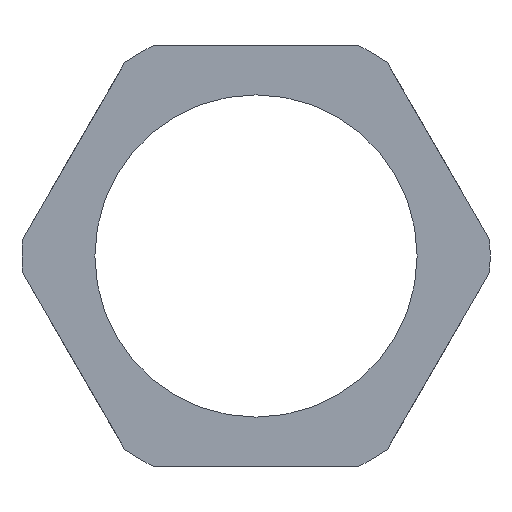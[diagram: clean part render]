
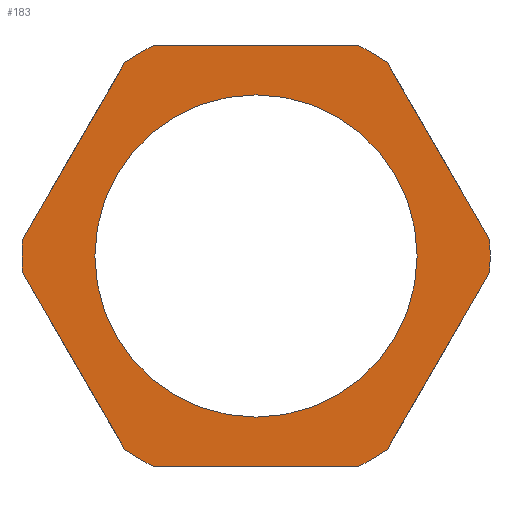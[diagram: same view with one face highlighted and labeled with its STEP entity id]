
A CAD part, left-side view. The second image highlights one B-rep face of the part: STEP entity #183.
In plain terms, the highlighted planar face has unit normal (-1, 0, 0).
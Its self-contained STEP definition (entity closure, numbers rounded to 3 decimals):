
#146=LINE('',#608,#164);
#147=LINE('',#612,#165);
#148=LINE('',#616,#166);
#149=LINE('',#620,#167);
#150=LINE('',#624,#168);
#151=LINE('',#628,#169);
#164=VECTOR('',#507,1.);
#165=VECTOR('',#510,1.);
#166=VECTOR('',#513,1.);
#167=VECTOR('',#516,1.);
#168=VECTOR('',#519,1.);
#169=VECTOR('',#522,1.);
#183=ADVANCED_FACE('',(#213,#214),#204,.T.);
#204=PLANE('',#459);
#213=FACE_BOUND('',#219,.T.);
#214=FACE_BOUND('',#220,.T.);
#219=EDGE_LOOP('',(#248));
#220=EDGE_LOOP('',(#249,#250,#251,#252,#253,#254,#255,#256,#257,#258,#259,
#260));
#248=ORIENTED_EDGE('',*,*,#380,.F.);
#249=ORIENTED_EDGE('',*,*,#381,.F.);
#250=ORIENTED_EDGE('',*,*,#382,.T.);
#251=ORIENTED_EDGE('',*,*,#383,.F.);
#252=ORIENTED_EDGE('',*,*,#384,.T.);
#253=ORIENTED_EDGE('',*,*,#385,.F.);
#254=ORIENTED_EDGE('',*,*,#386,.T.);
#255=ORIENTED_EDGE('',*,*,#387,.F.);
#256=ORIENTED_EDGE('',*,*,#388,.T.);
#257=ORIENTED_EDGE('',*,*,#389,.F.);
#258=ORIENTED_EDGE('',*,*,#390,.T.);
#259=ORIENTED_EDGE('',*,*,#391,.F.);
#260=ORIENTED_EDGE('',*,*,#392,.T.);
#348=VERTEX_POINT('',#604);
#349=VERTEX_POINT('',#606);
#350=VERTEX_POINT('',#607);
#351=VERTEX_POINT('',#609);
#352=VERTEX_POINT('',#611);
#353=VERTEX_POINT('',#613);
#354=VERTEX_POINT('',#615);
#355=VERTEX_POINT('',#617);
#356=VERTEX_POINT('',#619);
#357=VERTEX_POINT('',#621);
#358=VERTEX_POINT('',#623);
#359=VERTEX_POINT('',#625);
#360=VERTEX_POINT('',#627);
#380=EDGE_CURVE('',#348,#348,#430,.T.);
#381=EDGE_CURVE('',#349,#350,#431,.T.);
#382=EDGE_CURVE('',#349,#351,#146,.T.);
#383=EDGE_CURVE('',#352,#351,#432,.T.);
#384=EDGE_CURVE('',#352,#353,#147,.T.);
#385=EDGE_CURVE('',#354,#353,#433,.T.);
#386=EDGE_CURVE('',#354,#355,#148,.T.);
#387=EDGE_CURVE('',#356,#355,#434,.T.);
#388=EDGE_CURVE('',#356,#357,#149,.T.);
#389=EDGE_CURVE('',#358,#357,#435,.T.);
#390=EDGE_CURVE('',#358,#359,#150,.T.);
#391=EDGE_CURVE('',#360,#359,#436,.T.);
#392=EDGE_CURVE('',#360,#350,#151,.T.);
#430=CIRCLE('',#452,9.188);
#431=CIRCLE('',#453,13.35);
#432=CIRCLE('',#454,13.35);
#433=CIRCLE('',#455,13.35);
#434=CIRCLE('',#456,13.35);
#435=CIRCLE('',#457,13.35);
#436=CIRCLE('',#458,13.35);
#452=AXIS2_PLACEMENT_3D('',#603,#503,#504);
#453=AXIS2_PLACEMENT_3D('',#605,#505,#506);
#454=AXIS2_PLACEMENT_3D('',#610,#508,#509);
#455=AXIS2_PLACEMENT_3D('',#614,#511,#512);
#456=AXIS2_PLACEMENT_3D('',#618,#514,#515);
#457=AXIS2_PLACEMENT_3D('',#622,#517,#518);
#458=AXIS2_PLACEMENT_3D('',#626,#520,#521);
#459=AXIS2_PLACEMENT_3D('',#629,#523,#524);
#503=DIRECTION('',(-1.,0.,0.));
#504=DIRECTION('',(0.,0.,1.));
#505=DIRECTION('',(1.,0.,0.));
#506=DIRECTION('',(0.,0.,-1.));
#507=DIRECTION('',(0.,-0.5,-0.866));
#508=DIRECTION('',(1.,0.,0.));
#509=DIRECTION('',(0.,0.,-1.));
#510=DIRECTION('',(0.,-1.,0.));
#511=DIRECTION('',(1.,0.,0.));
#512=DIRECTION('',(0.,0.,-1.));
#513=DIRECTION('',(0.,-0.5,0.866));
#514=DIRECTION('',(1.,0.,0.));
#515=DIRECTION('',(0.,0.,-1.));
#516=DIRECTION('',(0.,0.5,0.866));
#517=DIRECTION('',(1.,0.,0.));
#518=DIRECTION('',(0.,0.,-1.));
#519=DIRECTION('',(0.,1.,0.));
#520=DIRECTION('',(1.,0.,0.));
#521=DIRECTION('',(0.,0.,-1.));
#522=DIRECTION('',(0.,0.5,-0.866));
#523=DIRECTION('',(-1.,0.,0.));
#524=DIRECTION('',(0.,0.,1.));
#603=CARTESIAN_POINT('',(0.,0.,0.));
#604=CARTESIAN_POINT('',(0.,0.,9.188));
#605=CARTESIAN_POINT('',(0.,0.,0.));
#606=CARTESIAN_POINT('',(0.,13.317,-0.934));
#607=CARTESIAN_POINT('',(0.,13.317,0.934));
#608=CARTESIAN_POINT('',(0.,13.317,-0.934));
#609=CARTESIAN_POINT('',(0.,7.467,-11.066));
#610=CARTESIAN_POINT('',(0.,0.,0.));
#611=CARTESIAN_POINT('',(0.,5.85,-12.));
#612=CARTESIAN_POINT('',(0.,5.85,-12.));
#613=CARTESIAN_POINT('',(0.,-5.85,-12.));
#614=CARTESIAN_POINT('',(0.,0.,0.));
#615=CARTESIAN_POINT('',(0.,-7.467,-11.066));
#616=CARTESIAN_POINT('',(0.,-7.467,-11.066));
#617=CARTESIAN_POINT('',(0.,-13.317,-0.934));
#618=CARTESIAN_POINT('',(0.,0.,0.));
#619=CARTESIAN_POINT('',(0.,-13.317,0.934));
#620=CARTESIAN_POINT('',(0.,-13.317,0.934));
#621=CARTESIAN_POINT('',(0.,-7.467,11.066));
#622=CARTESIAN_POINT('',(0.,0.,0.));
#623=CARTESIAN_POINT('',(0.,-5.85,12.));
#624=CARTESIAN_POINT('',(0.,-5.85,12.));
#625=CARTESIAN_POINT('',(0.,5.85,12.));
#626=CARTESIAN_POINT('',(0.,0.,0.));
#627=CARTESIAN_POINT('',(0.,7.467,11.066));
#628=CARTESIAN_POINT('',(0.,7.467,11.066));
#629=CARTESIAN_POINT('',(0.,0.,0.));
